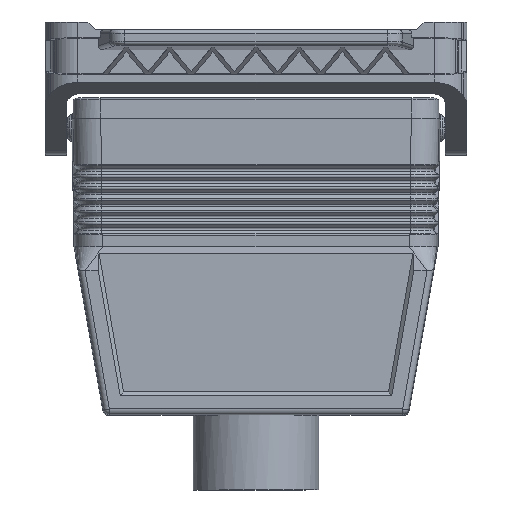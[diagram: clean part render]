
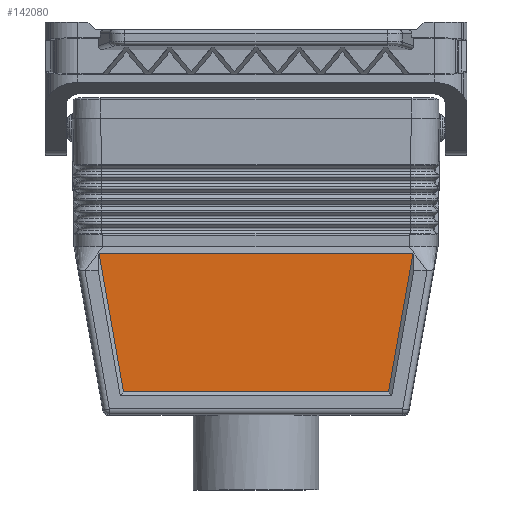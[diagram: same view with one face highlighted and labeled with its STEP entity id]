
A CAD part, front view. The second image highlights one B-rep face of the part: STEP entity #142080.
In plain terms, the highlighted face is planar.
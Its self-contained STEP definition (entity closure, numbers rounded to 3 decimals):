
#136180=CARTESIAN_POINT('',(417.083,-22.843,
34.87));
#136190=VERTEX_POINT('',#136180);
#136220=CARTESIAN_POINT('',(417.083,44.373,
34.87));
#136230=DIRECTION('',(0.,1.,0.));
#136240=VECTOR('',#136230,1.);
#136250=LINE('',#136220,#136240);
#136260=CARTESIAN_POINT('',(417.083,57.156,
34.87));
#136270=VERTEX_POINT('',#136260);
#136280=EDGE_CURVE('',#136190,#136270,#136250,.T.);
#141780=CARTESIAN_POINT('',(417.083,-12.317,
48.893));
#141790=DIRECTION('',(1.,0.,0.));
#141800=DIRECTION('',(0.,1.,0.));
#141810=AXIS2_PLACEMENT_3D('',#141780,#141790,#141800);
#141820=PLANE('',#141810);
#141830=CARTESIAN_POINT('',(417.083,-26.831,
12.233));
#141840=DIRECTION('',(0.,-0.174,
-0.985));
#141850=VECTOR('',#141840,1.);
#141860=LINE('',#141830,#141850);
#141870=CARTESIAN_POINT('',(417.083,-16.613,
70.233));
#141880=VERTEX_POINT('',#141870);
#141890=EDGE_CURVE('',#141880,#136190,#141860,.T.);
#141900=ORIENTED_EDGE('',*,*,#141890,.T.);
#141910=CARTESIAN_POINT('',(417.083,44.373,
70.233));
#141920=DIRECTION('',(0.,-1.,0.));
#141930=VECTOR('',#141920,1.);
#141940=LINE('',#141910,#141930);
#141950=CARTESIAN_POINT('',(417.083,50.926,
70.233));
#141960=VERTEX_POINT('',#141950);
#141970=EDGE_CURVE('',#141960,#141880,#141940,.T.);
#141980=ORIENTED_EDGE('',*,*,#141970,.T.);
#141990=CARTESIAN_POINT('',(417.083,61.144,
12.233));
#142000=DIRECTION('',(0.,0.174,
-0.985));
#142010=VECTOR('',#142000,1.);
#142020=LINE('',#141990,#142010);
#142030=EDGE_CURVE('',#141960,#136270,#142020,.T.);
#142040=ORIENTED_EDGE('',*,*,#142030,.F.);
#142050=ORIENTED_EDGE('',*,*,#136280,.T.);
#142060=EDGE_LOOP('',(#142050,#142040,#141980,#141900));
#142070=FACE_OUTER_BOUND('',#142060,.T.);
#142080=ADVANCED_FACE('',(#142070),#141820,.T.);
